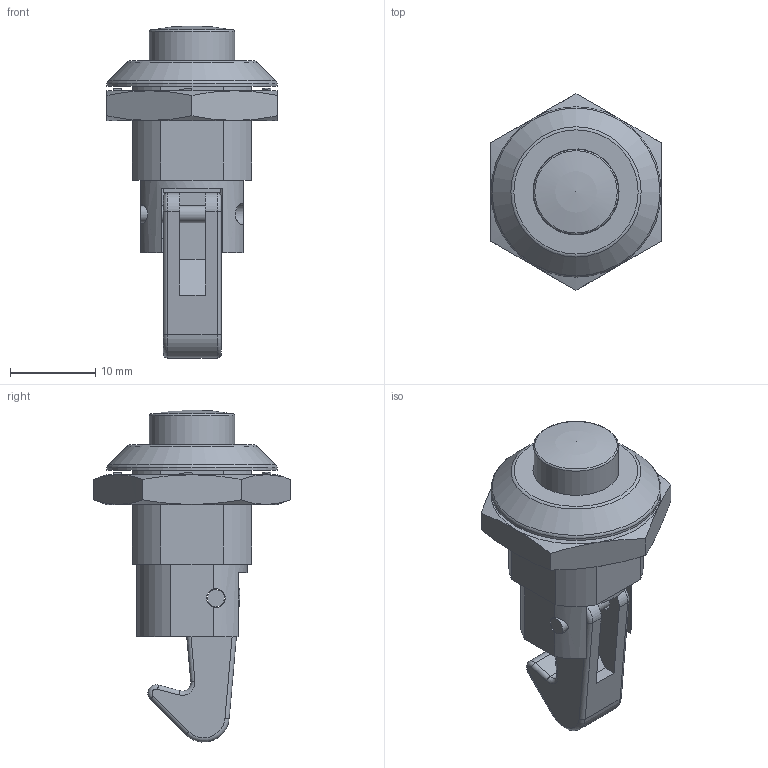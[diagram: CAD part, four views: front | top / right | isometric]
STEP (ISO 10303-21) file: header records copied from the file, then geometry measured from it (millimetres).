
FILE_DESCRIPTION(('STEP AP214'),'1');
FILE_NAME('466.1.1.step','2013-05-17T10:48:42',(' '),(' '),'Spatial InterOp 3D',' ',' ');
FILE_SCHEMA(('automotive_design'));
Length unit declared in the file: millimetre
Products named in the file (5): 1; 2; 3; 4; 5
Bounding box: 20 x 23.09 x 38.99 mm (x, y, z)
Volume: 4577.4 mm3; surface area: 4582.7 mm2
Topology: 5 solids, 5 shells, 158 faces, 368 edges, 222 vertices
Faces by surface type: plane 70, cylinder 50, cone 16, torus 13, sphere 9
Full cylindrical faces by diameter (mm): 2 x1, 2.2 x3, 2.5 x3, 3.5 x1, 8.8 x1, 10 x2, 10.1 x1, 14.6 x1, 20 x1
Entity records: 5829 total; most frequent: CARTESIAN_POINT 991, DIRECTION 760, ORIENTED_EDGE 668, EDGE_CURVE 334, AXIS2_PLACEMENT_3D 292, VERTEX_POINT 214, EDGE_LOOP 200, LINE 176
